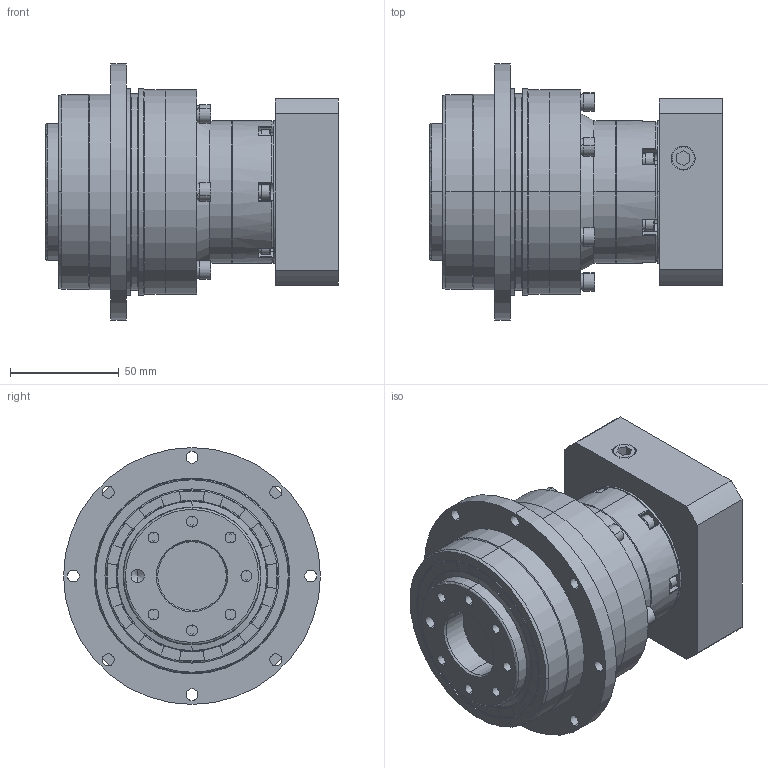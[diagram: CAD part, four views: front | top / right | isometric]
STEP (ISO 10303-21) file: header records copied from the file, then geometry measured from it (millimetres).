
FILE_DESCRIPTION (( 'STEP AP203' ), '1' );
FILE_NAME ('FAD090M1-L2-16-80-100-M6-42.STEP', '2021-05-05T00:48:06', ( '微软用户' ), ( '微软中国' ), 'SwSTEP 2.0', 'SolidWorks 2016', '' );
FILE_SCHEMA (( 'CONFIG_CONTROL_DESIGN' ));
Length unit declared in the file: millimetre
Products named in the file (13): 楊擘耜謂蹟佪M12; 一级内齿圈壳体FAD060D; 输入法兰FAD064M1-80X30XM6; 输出内齿圈壳体FAD090D; 输入调整套19-16; 怀堤俴陎殤FAD090D; FAD090M1-L2-16-80-100-M6-42; M5-12樓粟菜; M4-10樓粟菜; 6-输入端壳体FAD064M1; 输入太阳齿轮060M1-19; 坶踡遠23-43.5-12(1); 蚐猾63807
Assembly tree (28 placements, depth 2):
  FAD090M1-L2-16-80-100-M6-42
    蚐猾63807
    一级内齿圈壳体FAD060D
    输出内齿圈壳体FAD090D
    怀堤俴陎殤FAD090D
    M5-12樓粟菜  x6
    M4-10樓粟菜  x12
    6-输入端壳体FAD064M1
    输入太阳齿轮060M1-19
    坶踡遠23-43.5-12(1)
    楊擘耜謂蹟佪M12
    输入法兰FAD064M1-80X30XM6
    输入调整套19-16
Bounding box: 134.5 x 118 x 118 mm (x, y, z)
Volume: 809233.7 mm3; surface area: 161120.8 mm2
Topology: 11 solids, 47 shells, 1129 faces, 2762 edges, 1743 vertices
Faces by surface type: cylinder 484, plane 387, cone 172, torus 56, bspline 30
Entity records: 23286 total; most frequent: CARTESIAN_POINT 5642, DIRECTION 3492, ORIENTED_EDGE 3169, EDGE_CURVE 1591, AXIS2_PLACEMENT_3D 1400, VERTEX_POINT 1028, EDGE_LOOP 789, CIRCLE 739
